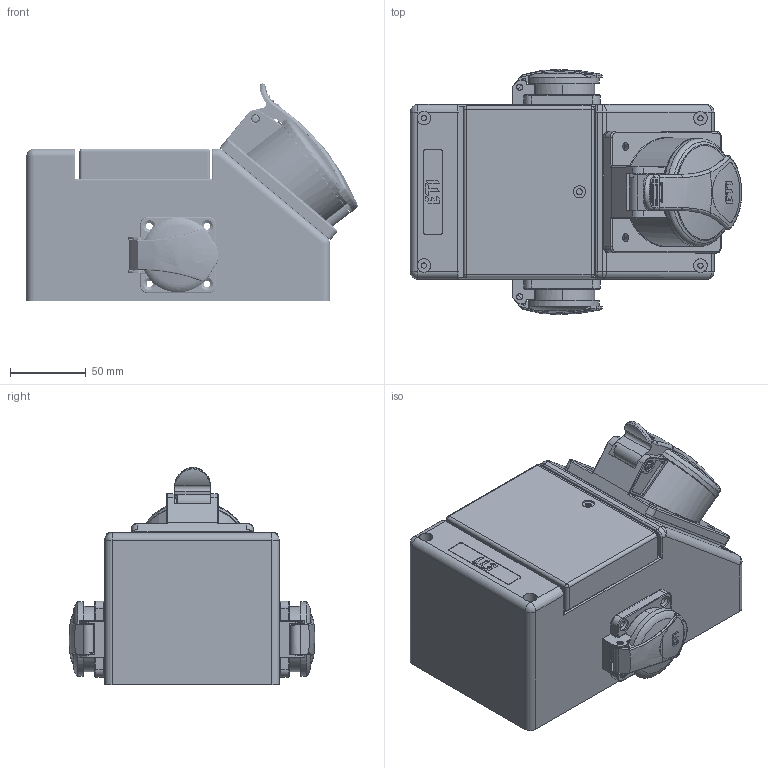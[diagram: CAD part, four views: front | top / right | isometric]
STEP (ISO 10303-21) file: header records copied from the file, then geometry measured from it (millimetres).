
FILE_DESCRIPTION((''),'2;1');
FILE_NAME('EDS4_ASM','2022-01-03T13:35:28',('marketing.praksa'),('Audax d.o.o.'),'CREO PARAMETRIC BY PTC INC, 2021304','CREO PARAMETRIC BY PTC INC, 2021304','');
FILE_SCHEMA(('AP242_MANAGED_MODEL_BASED_3D_ENGINEERING_MIM_LF { 1 0 10303 442 1 1 4 }'));
Products named in the file (22): ROS4_Z_MAKETA; PRT0008; PRT0009; 1_1; PRT9562_1_1_2_1; PRT9562_1_1_2_2; PRT9562_1_1_2_3; PRT9562_1_1_2_ASM; PRT0017_1; ASM010411_ASM_1_ASM; 004482124_EE_16S_ASM; PRT0001_1_1_2_1; PRT0001_1_1_2_2; PRT0001_1_1_2_ASM; PRT0001_1_2_1; PRT9563_1_1; PRT9563_1_2; PRT9563_1_3; PRT9563_1_ASM; 1_ASM_1_1_ASM; 004482081_EE-3253_ASM; EDS4_ASM
Assembly tree (22 placements, depth 5):
  EDS4_ASM
    ROS4_Z_MAKETA
    PRT0008
    PRT0009
    004482124_EE_16S_ASM  x2
      ASM010411_ASM_1_ASM
        1_1
        PRT9562_1_1_2_ASM
          PRT9562_1_1_2_1
          PRT9562_1_1_2_2
          PRT9562_1_1_2_3
        PRT0017_1
    004482081_EE-3253_ASM
      1_ASM_1_1_ASM
        PRT0001_1_1_2_ASM
          PRT0001_1_1_2_1
          PRT0001_1_1_2_2
        PRT0001_1_2_1
        PRT9563_1_ASM
          PRT9563_1_1
          PRT9563_1_2
          PRT9563_1_3
Bounding box: 218.2 x 161.54 x 143.05 mm (x, y, z)
Volume: 538368.1 mm3; surface area: 395024.9 mm2
Topology: 21 solids, 30 shells, 6199 faces, 17104 edges, 10903 vertices
Faces by surface type: plane 3176, cylinder 1891, torus 430, bspline 264, cone 230, sphere 208
Entity records: 202259 total; most frequent: CARTESIAN_POINT 44547, ORIENTED_EDGE 24682, DIRECTION 23382, PRESENTATION_STYLE_ASSIGNMENT 13073, STYLED_ITEM 13073, CURVE_STYLE 12341, EDGE_CURVE 12341, AXIS2_PLACEMENT_3D 8184
